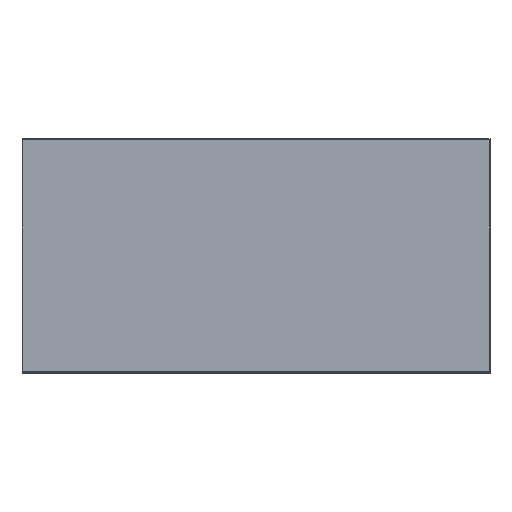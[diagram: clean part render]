
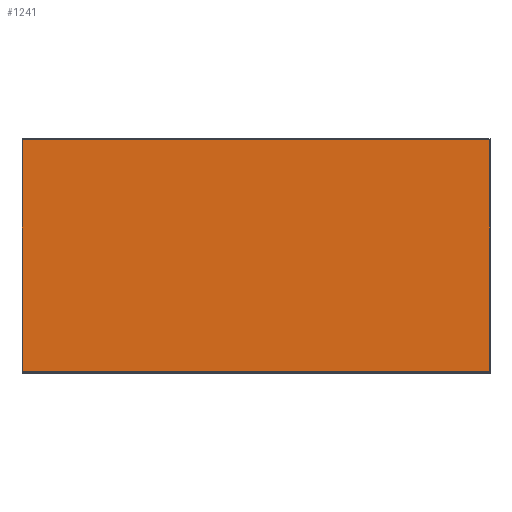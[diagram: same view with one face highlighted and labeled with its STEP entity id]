
A CAD part, top view. The second image highlights one B-rep face of the part: STEP entity #1241.
In plain terms, the highlighted face is planar.
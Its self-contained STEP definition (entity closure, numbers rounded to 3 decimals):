
#54 = DIRECTION ( 'NONE',  ( 0., 0., -1. ) ) ;
#103 = VECTOR ( 'NONE', #214, 1000. ) ;
#166 = ORIENTED_EDGE ( 'NONE', *, *, #3849, .F. ) ;
#214 = DIRECTION ( 'NONE',  ( 0., 1., 0. ) ) ;
#438 = EDGE_CURVE ( 'NONE', #3335, #984, #2150, .T. ) ;
#626 = CARTESIAN_POINT ( 'NONE',  ( 1000., -498.5, -3. ) ) ;
#750 = CARTESIAN_POINT ( 'NONE',  ( 0., 0., -3. ) ) ;
#984 = VERTEX_POINT ( 'NONE', #4101 ) ;
#1232 = LINE ( 'NONE', #2629, #3689 ) ;
#1241 = ADVANCED_FACE ( 'NONE', ( #4315 ), #3894, .T. ) ;
#1258 = VERTEX_POINT ( 'NONE', #3299 ) ;
#1333 = VERTEX_POINT ( 'NONE', #3123 ) ;
#1430 = EDGE_LOOP ( 'NONE', ( #4132, #1725, #2474, #166 ) ) ;
#1479 = CARTESIAN_POINT ( 'NONE',  ( -1000., 498.5, -3. ) ) ;
#1492 = VECTOR ( 'NONE', #2486, 1000. ) ;
#1628 = EDGE_CURVE ( 'NONE', #1333, #1258, #3785, .T. ) ;
#1643 = AXIS2_PLACEMENT_3D ( 'NONE', #750, #54, #1832 ) ;
#1725 = ORIENTED_EDGE ( 'NONE', *, *, #2712, .F. ) ;
#1832 = DIRECTION ( 'NONE',  ( -1., 0., 0. ) ) ;
#1911 = DIRECTION ( 'NONE',  ( -1., 0., 0. ) ) ;
#2150 = LINE ( 'NONE', #3960, #1492 ) ;
#2260 = LINE ( 'NONE', #3670, #3233 ) ;
#2266 = DIRECTION ( 'NONE',  ( 1., 0., 0. ) ) ;
#2474 = ORIENTED_EDGE ( 'NONE', *, *, #438, .F. ) ;
#2486 = DIRECTION ( 'NONE',  ( 0., -1., 0. ) ) ;
#2629 = CARTESIAN_POINT ( 'NONE',  ( -1000., -492.5, -3. ) ) ;
#2712 = EDGE_CURVE ( 'NONE', #984, #1333, #1232, .T. ) ;
#3123 = CARTESIAN_POINT ( 'NONE',  ( 1000., -492.5, -3. ) ) ;
#3233 = VECTOR ( 'NONE', #1911, 1000. ) ;
#3299 = CARTESIAN_POINT ( 'NONE',  ( 1000., 498.5, -3. ) ) ;
#3335 = VERTEX_POINT ( 'NONE', #1479 ) ;
#3670 = CARTESIAN_POINT ( 'NONE',  ( -1000., 498.5, -3. ) ) ;
#3689 = VECTOR ( 'NONE', #2266, 1000. ) ;
#3785 = LINE ( 'NONE', #626, #103 ) ;
#3849 = EDGE_CURVE ( 'NONE', #1258, #3335, #2260, .T. ) ;
#3894 = PLANE ( 'NONE',  #1643 ) ;
#3960 = CARTESIAN_POINT ( 'NONE',  ( -1000., -498.5, -3. ) ) ;
#4101 = CARTESIAN_POINT ( 'NONE',  ( -1000., -492.5, -3. ) ) ;
#4132 = ORIENTED_EDGE ( 'NONE', *, *, #1628, .F. ) ;
#4315 = FACE_OUTER_BOUND ( 'NONE', #1430, .T. ) ;
